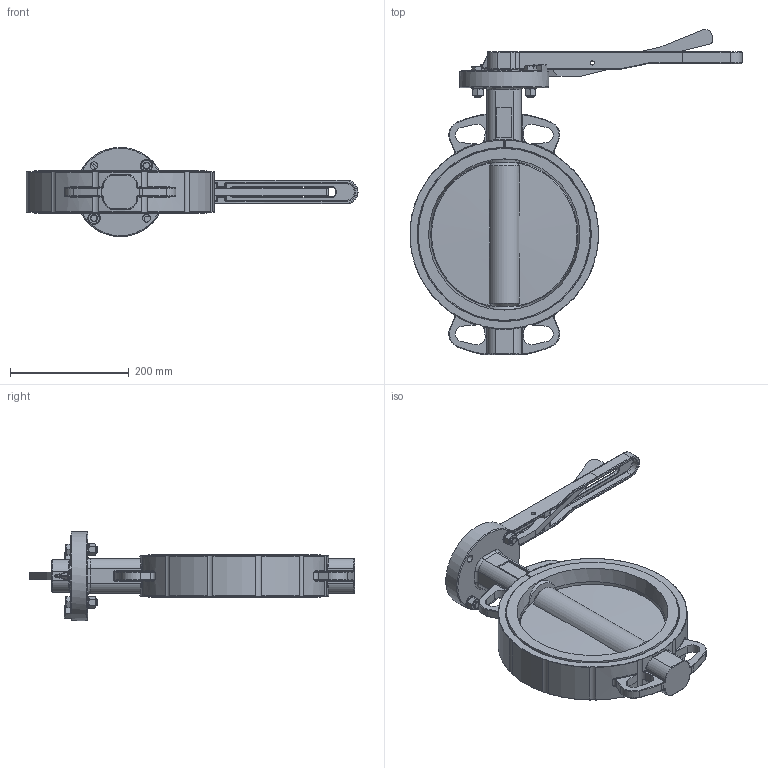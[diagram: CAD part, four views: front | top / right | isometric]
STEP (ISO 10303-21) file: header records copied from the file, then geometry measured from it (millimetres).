
FILE_DESCRIPTION (( 'STEP AP203' ), '1' );
FILE_NAME ('J9.DN250.STEP', '2012-12-17T14:23:37', ( 'luca.saino' ), ( 'Hewlett-Packard Company' ), 'SwSTEP 2.0', 'SolidWorks 2012', '' );
FILE_SCHEMA (( 'CONFIG_CONTROL_DESIGN' ));
Length unit declared in the file: millimetre
Products named in the file (1): J9.DN250
Bounding box: 558.53 x 546.9 x 150 mm (x, y, z)
Volume: 4367434.3 mm3; surface area: 508296.7 mm2
Topology: 1 solids, 2 shells, 1117 faces, 2848 edges, 1765 vertices
Faces by surface type: plane 387, cylinder 314, bspline 165, torus 131, cone 98, sphere 22
Full cylindrical faces by diameter (mm): 7 x2, 7.252 x2, 10 x2, 10.222 x1, 12 x4, 13 x4, 18 x2, 52 x1, 150 x1, 289.4 x2, 292.1 x2
Entity records: 45173 total; most frequent: CARTESIAN_POINT 19582, ORIENTED_EDGE 5538, DIRECTION 4954, EDGE_CURVE 2769, AXIS2_PLACEMENT_3D 1878, VERTEX_POINT 1743, EDGE_LOOP 1236, VECTOR 1198
